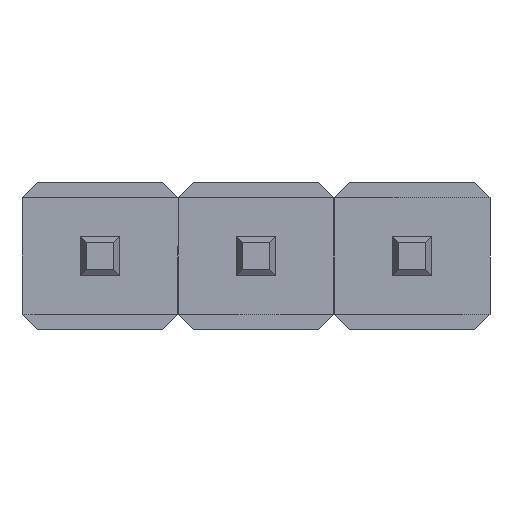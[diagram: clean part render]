
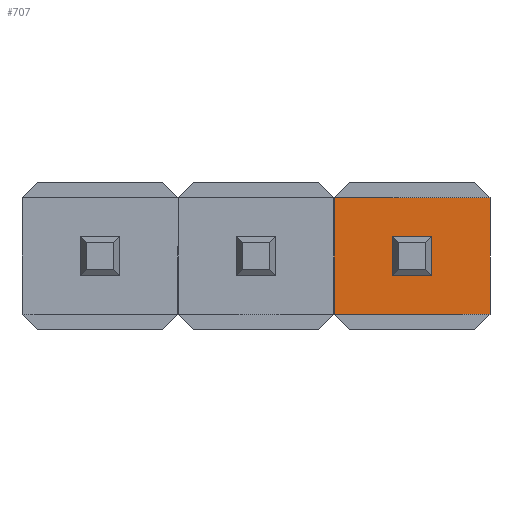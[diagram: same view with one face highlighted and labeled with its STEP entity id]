
A CAD part, front view. The second image highlights one B-rep face of the part: STEP entity #707.
In plain terms, the highlighted planar face has unit normal (0, -1, 0).
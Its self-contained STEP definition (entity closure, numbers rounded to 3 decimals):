
#8 = LINE ( 'NONE', #337, #282 ) ;
#46 = CARTESIAN_POINT ( 'NONE',  ( 0., 3.2, 0.65 ) ) ;
#92 = EDGE_CURVE ( 'NONE', #625, #1038, #680, .T. ) ;
#112 = DIRECTION ( 'NONE',  ( 0., 0., -1. ) ) ;
#118 = EDGE_CURVE ( 'NONE', #1435, #625, #8, .T. ) ;
#140 = LINE ( 'NONE', #1321, #1295 ) ;
#144 = VECTOR ( 'NONE', #112, 1000. ) ;
#170 = EDGE_LOOP ( 'NONE', ( #952, #897, #177, #724 ) ) ;
#177 = ORIENTED_EDGE ( 'NONE', *, *, #1332, .F. ) ;
#183 = ORIENTED_EDGE ( 'NONE', *, *, #92, .T. ) ;
#188 = PLANE ( 'NONE',  #1217 ) ;
#211 = DIRECTION ( 'NONE',  ( -1., 0., 0. ) ) ;
#223 = VECTOR ( 'NONE', #1073, 1000. ) ;
#282 = VECTOR ( 'NONE', #988, 1000. ) ;
#302 = VECTOR ( 'NONE', #1023, 1000. ) ;
#305 = CARTESIAN_POINT ( 'NONE',  ( -4.405, 3.2, 1.275 ) ) ;
#306 = VERTEX_POINT ( 'NONE', #46 ) ;
#321 = DIRECTION ( 'NONE',  ( 0., 0., 1. ) ) ;
#327 = CARTESIAN_POINT ( 'NONE',  ( 0.65, 3.2, 0. ) ) ;
#337 = CARTESIAN_POINT ( 'NONE',  ( -4.405, 3.2, -0.625 ) ) ;
#342 = CARTESIAN_POINT ( 'NONE',  ( -0.945, 3.2, -0.875 ) ) ;
#378 = CARTESIAN_POINT ( 'NONE',  ( 0., 3.2, 0. ) ) ;
#397 = VERTEX_POINT ( 'NONE', #932 ) ;
#446 = CARTESIAN_POINT ( 'NONE',  ( -0.945, 3.2, -0.625 ) ) ;
#491 = EDGE_CURVE ( 'NONE', #306, #846, #1349, .T. ) ;
#503 = CARTESIAN_POINT ( 'NONE',  ( 1.595, 3.2, 1.275 ) ) ;
#522 = EDGE_CURVE ( 'NONE', #846, #397, #1415, .T. ) ;
#537 = EDGE_CURVE ( 'NONE', #1403, #1038, #1298, .T. ) ;
#538 = VERTEX_POINT ( 'NONE', #1252 ) ;
#563 = DIRECTION ( 'NONE',  ( 0., 0., 1. ) ) ;
#565 = ORIENTED_EDGE ( 'NONE', *, *, #118, .T. ) ;
#584 = CARTESIAN_POINT ( 'NONE',  ( 0., 3.2, 0. ) ) ;
#603 = LINE ( 'NONE', #342, #144 ) ;
#625 = VERTEX_POINT ( 'NONE', #896 ) ;
#668 = CARTESIAN_POINT ( 'NONE',  ( 0., 3.2, 0. ) ) ;
#670 = EDGE_CURVE ( 'NONE', #1403, #1435, #603, .T. ) ;
#680 = LINE ( 'NONE', #1427, #1065 ) ;
#707 = ADVANCED_FACE ( 'NONE', ( #1358, #1431 ), #188, .F. ) ;
#724 = ORIENTED_EDGE ( 'NONE', *, *, #522, .F. ) ;
#798 = LINE ( 'NONE', #327, #223 ) ;
#802 = ORIENTED_EDGE ( 'NONE', *, *, #537, .F. ) ;
#820 = VECTOR ( 'NONE', #1384, 1000. ) ;
#834 = EDGE_CURVE ( 'NONE', #538, #306, #140, .T. ) ;
#846 = VERTEX_POINT ( 'NONE', #668 ) ;
#848 = ORIENTED_EDGE ( 'NONE', *, *, #670, .T. ) ;
#879 = EDGE_LOOP ( 'NONE', ( #848, #565, #183, #802 ) ) ;
#896 = CARTESIAN_POINT ( 'NONE',  ( 1.595, 3.2, -0.625 ) ) ;
#897 = ORIENTED_EDGE ( 'NONE', *, *, #834, .F. ) ;
#932 = CARTESIAN_POINT ( 'NONE',  ( 0.65, 3.2, 0. ) ) ;
#952 = ORIENTED_EDGE ( 'NONE', *, *, #491, .F. ) ;
#988 = DIRECTION ( 'NONE',  ( 1., 0., 0. ) ) ;
#1023 = DIRECTION ( 'NONE',  ( 1., 0., 0. ) ) ;
#1038 = VERTEX_POINT ( 'NONE', #503 ) ;
#1049 = VECTOR ( 'NONE', #1362, 1000. ) ;
#1065 = VECTOR ( 'NONE', #321, 1000. ) ;
#1073 = DIRECTION ( 'NONE',  ( 0., 0., 1. ) ) ;
#1082 = CARTESIAN_POINT ( 'NONE',  ( -0.945, 3.2, 1.275 ) ) ;
#1217 = AXIS2_PLACEMENT_3D ( 'NONE', #305, #1219, #563 ) ;
#1219 = DIRECTION ( 'NONE',  ( 0., 1., 0. ) ) ;
#1252 = CARTESIAN_POINT ( 'NONE',  ( 0.65, 3.2, 0.65 ) ) ;
#1258 = CARTESIAN_POINT ( 'NONE',  ( -4.405, 3.2, 1.275 ) ) ;
#1295 = VECTOR ( 'NONE', #211, 1000. ) ;
#1298 = LINE ( 'NONE', #1258, #820 ) ;
#1321 = CARTESIAN_POINT ( 'NONE',  ( 0., 3.2, 0.65 ) ) ;
#1332 = EDGE_CURVE ( 'NONE', #397, #538, #798, .T. ) ;
#1349 = LINE ( 'NONE', #378, #1049 ) ;
#1358 = FACE_OUTER_BOUND ( 'NONE', #879, .T. ) ;
#1362 = DIRECTION ( 'NONE',  ( 0., 0., -1. ) ) ;
#1384 = DIRECTION ( 'NONE',  ( 1., 0., 0. ) ) ;
#1403 = VERTEX_POINT ( 'NONE', #1082 ) ;
#1415 = LINE ( 'NONE', #584, #302 ) ;
#1427 = CARTESIAN_POINT ( 'NONE',  ( 1.595, 3.2, 1.275 ) ) ;
#1431 = FACE_BOUND ( 'NONE', #170, .T. ) ;
#1435 = VERTEX_POINT ( 'NONE', #446 ) ;
